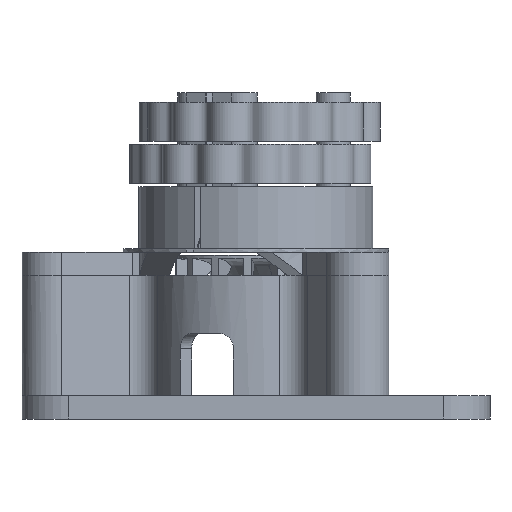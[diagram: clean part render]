
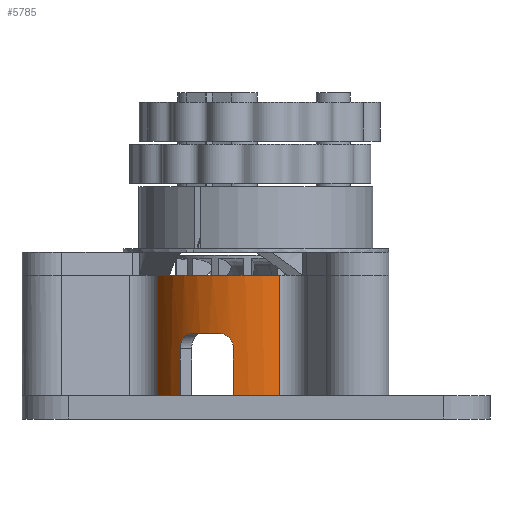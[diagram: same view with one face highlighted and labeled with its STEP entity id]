
A CAD part, left-side view. The second image highlights one B-rep face of the part: STEP entity #5785.
In plain terms, the highlighted cylindrical face has radius 6.6 mm (diameter 13.2 mm), a partial arc.
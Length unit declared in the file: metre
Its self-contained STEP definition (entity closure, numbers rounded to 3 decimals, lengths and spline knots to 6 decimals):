
#130=CYLINDRICAL_SURFACE('',#6318,0.0066);
#448=LINE('',#12924,#907);
#449=LINE('',#12929,#908);
#450=LINE('',#12933,#909);
#451=LINE('',#12937,#910);
#907=VECTOR('',#7529,1.);
#908=VECTOR('',#7532,1.);
#909=VECTOR('',#7535,1.);
#910=VECTOR('',#7538,1.);
#1249=CIRCLE('',#6319,0.0066);
#1250=CIRCLE('',#6320,0.0066);
#1251=CIRCLE('',#6321,0.0066);
#1252=CIRCLE('',#6322,0.0066);
#2314=ORIENTED_EDGE('',*,*,#3558,.F.);
#2315=ORIENTED_EDGE('',*,*,#3559,.T.);
#2316=ORIENTED_EDGE('',*,*,#3560,.T.);
#2317=ORIENTED_EDGE('',*,*,#3561,.F.);
#2318=ORIENTED_EDGE('',*,*,#3562,.T.);
#2319=ORIENTED_EDGE('',*,*,#3563,.T.);
#2320=ORIENTED_EDGE('',*,*,#3564,.T.);
#2321=ORIENTED_EDGE('',*,*,#3565,.T.);
#2322=ORIENTED_EDGE('',*,*,#3566,.F.);
#2323=ORIENTED_EDGE('',*,*,#3567,.F.);
#3558=EDGE_CURVE('',#4257,#4258,#448,.T.);
#3559=EDGE_CURVE('',#4257,#4259,#1249,.T.);
#3560=EDGE_CURVE('',#4259,#4260,#449,.F.);
#3561=EDGE_CURVE('',#4261,#4260,#1250,.T.);
#3562=EDGE_CURVE('',#4261,#4262,#450,.T.);
#3563=EDGE_CURVE('',#4262,#4263,#1251,.T.);
#3564=EDGE_CURVE('',#4263,#4264,#451,.T.);
#3565=EDGE_CURVE('',#4264,#4265,#4544,.T.);
#3566=EDGE_CURVE('',#4266,#4265,#1252,.T.);
#3567=EDGE_CURVE('',#4258,#4266,#4545,.T.);
#4257=VERTEX_POINT('',#12925);
#4258=VERTEX_POINT('',#12926);
#4259=VERTEX_POINT('',#12928);
#4260=VERTEX_POINT('',#12930);
#4261=VERTEX_POINT('',#12932);
#4262=VERTEX_POINT('',#12934);
#4263=VERTEX_POINT('',#12936);
#4264=VERTEX_POINT('',#12938);
#4265=VERTEX_POINT('',#12944);
#4266=VERTEX_POINT('',#12946);
#4544=B_SPLINE_CURVE_WITH_KNOTS('',3,(#12939,#12940,#12941,#12942,#12943),
 .UNSPECIFIED.,.F.,.F.,(4,1,4),(0.,0.5,1.),.UNSPECIFIED.);
#4545=B_SPLINE_CURVE_WITH_KNOTS('',3,(#12947,#12948,#12949,#12950,#12951),
 .UNSPECIFIED.,.F.,.F.,(4,1,4),(0.,0.5,1.),.UNSPECIFIED.);
#4845=EDGE_LOOP('',(#2314,#2315,#2316,#2317,#2318,#2319,#2320,#2321,#2322,
#2323));
#5258=FACE_BOUND('',#4845,.T.);
#5785=ADVANCED_FACE('',(#5258),#130,.T.);
#6318=AXIS2_PLACEMENT_3D('',#12923,#7527,#7528);
#6319=AXIS2_PLACEMENT_3D('',#12927,#7530,#7531);
#6320=AXIS2_PLACEMENT_3D('',#12931,#7533,#7534);
#6321=AXIS2_PLACEMENT_3D('',#12935,#7536,#7537);
#6322=AXIS2_PLACEMENT_3D('',#12945,#7539,#7540);
#7527=DIRECTION('',(0.,0.,-1.));
#7528=DIRECTION('',(-1.,0.,0.));
#7529=DIRECTION('',(0.,0.,1.));
#7530=DIRECTION('',(0.,0.,1.));
#7531=DIRECTION('',(1.,0.,0.));
#7532=DIRECTION('',(0.,0.,-1.));
#7533=DIRECTION('',(0.,0.,1.));
#7534=DIRECTION('',(1.,0.,0.));
#7535=DIRECTION('',(0.,0.,-1.));
#7536=DIRECTION('',(0.,0.,1.));
#7537=DIRECTION('',(1.,0.,0.));
#7538=DIRECTION('',(0.,0.,1.));
#7539=DIRECTION('',(0.,0.,-1.));
#7540=DIRECTION('',(-1.,0.,0.));
#12923=CARTESIAN_POINT('',(0.,0.,0.0015));
#12924=CARTESIAN_POINT('',(-0.00644,0.001444,0.0035));
#12925=CARTESIAN_POINT('',(-0.00644,0.001444,0.0015));
#12926=CARTESIAN_POINT('',(-0.00644,0.001444,0.0045));
#12927=CARTESIAN_POINT('',(0.,0.,0.0015));
#12928=CARTESIAN_POINT('',(-0.006426,-0.001504,0.0015));
#12929=CARTESIAN_POINT('',(-0.006426,-0.001504,0.0015));
#12930=CARTESIAN_POINT('',(-0.006426,-0.001504,0.0092));
#12931=CARTESIAN_POINT('',(0.,0.,0.0092));
#12932=CARTESIAN_POINT('',(-0.00191,0.006317,0.0092));
#12933=CARTESIAN_POINT('',(-0.00191,0.006317,0.0015));
#12934=CARTESIAN_POINT('',(-0.00191,0.006317,0.0015));
#12935=CARTESIAN_POINT('',(0.,0.,0.0015));
#12936=CARTESIAN_POINT('',(-0.004471,0.004855,0.0015));
#12937=CARTESIAN_POINT('',(-0.004471,0.004855,0.0035));
#12938=CARTESIAN_POINT('',(-0.004471,0.004855,0.0045));
#12939=CARTESIAN_POINT('',(-0.004471,0.004855,0.0045));
#12940=CARTESIAN_POINT('',(-0.004471,0.004855,0.004765));
#12941=CARTESIAN_POINT('',(-0.004635,0.004711,0.005282));
#12942=CARTESIAN_POINT('',(-0.004986,0.004332,0.0055));
#12943=CARTESIAN_POINT('',(-0.005152,0.004125,0.0055));
#12944=CARTESIAN_POINT('',(-0.005152,0.004125,0.0055));
#12945=CARTESIAN_POINT('',(0.,0.,0.0055));
#12946=CARTESIAN_POINT('',(-0.006148,0.002399,0.0055));
#12947=CARTESIAN_POINT('',(-0.00644,0.001444,0.0045));
#12948=CARTESIAN_POINT('',(-0.00644,0.001444,0.004765));
#12949=CARTESIAN_POINT('',(-0.006397,0.001659,0.005282));
#12950=CARTESIAN_POINT('',(-0.006245,0.002152,0.0055));
#12951=CARTESIAN_POINT('',(-0.006148,0.002399,0.0055));
